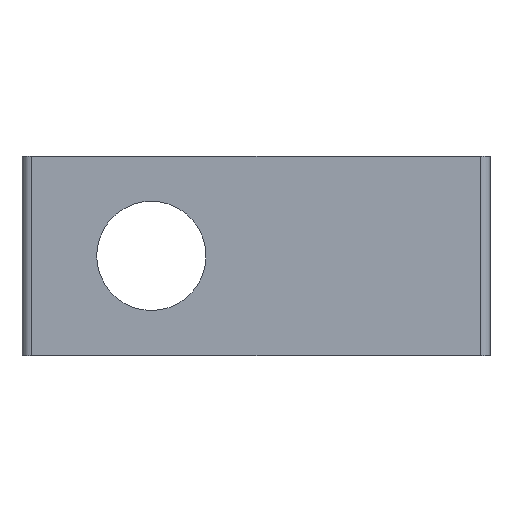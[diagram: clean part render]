
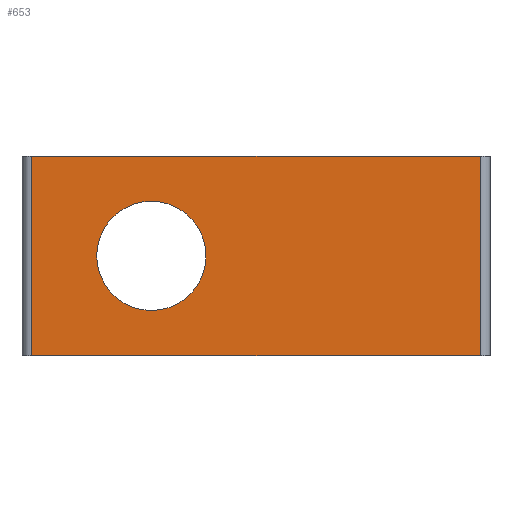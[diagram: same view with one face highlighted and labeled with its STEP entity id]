
A CAD part, front view. The second image highlights one B-rep face of the part: STEP entity #653.
In plain terms, the highlighted planar face has unit normal (0, -1, 0).
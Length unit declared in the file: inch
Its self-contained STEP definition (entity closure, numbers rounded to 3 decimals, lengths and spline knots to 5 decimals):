
#37=FACE_BOUND('',#179,.T.);
#103=CIRCLE('',#775,0.1715);
#137=FACE_OUTER_BOUND('',#178,.T.);
#178=EDGE_LOOP('',(#590,#591,#592,#593));
#179=EDGE_LOOP('',(#594));
#209=LINE('',#1229,#248);
#210=LINE('',#1233,#249);
#222=LINE('',#1329,#261);
#225=LINE('',#1344,#264);
#248=VECTOR('',#885,0.3937);
#249=VECTOR('',#890,0.3937);
#261=VECTOR('',#940,0.3937);
#264=VECTOR('',#965,0.3937);
#307=VERTEX_POINT('',#1226);
#308=VERTEX_POINT('',#1228);
#309=VERTEX_POINT('',#1232);
#325=VERTEX_POINT('',#1325);
#327=VERTEX_POINT('',#1339);
#383=EDGE_CURVE('',#307,#308,#209,.T.);
#385=EDGE_CURVE('',#308,#309,#210,.T.);
#414=EDGE_CURVE('',#309,#325,#222,.T.);
#419=EDGE_CURVE('',#327,#327,#103,.T.);
#420=EDGE_CURVE('',#307,#325,#225,.T.);
#590=ORIENTED_EDGE('',*,*,#383,.F.);
#591=ORIENTED_EDGE('',*,*,#420,.T.);
#592=ORIENTED_EDGE('',*,*,#414,.F.);
#593=ORIENTED_EDGE('',*,*,#385,.F.);
#594=ORIENTED_EDGE('',*,*,#419,.T.);
#618=PLANE('',#777);
#653=ADVANCED_FACE('',(#137,#37),#618,.T.);
#775=AXIS2_PLACEMENT_3D('',#1341,#959,#960);
#777=AXIS2_PLACEMENT_3D('',#1343,#963,#964);
#885=DIRECTION('',(0.,0.,-1.));
#890=DIRECTION('',(-1.,0.,0.));
#940=DIRECTION('',(0.,0.,1.));
#959=DIRECTION('center_axis',(0.,1.,0.));
#960=DIRECTION('ref_axis',(-1.,0.,0.));
#963=DIRECTION('center_axis',(0.,-1.,0.));
#964=DIRECTION('ref_axis',(0.,0.,-1.));
#965=DIRECTION('',(-1.,0.,0.));
#1226=CARTESIAN_POINT('',(0.43632,0.,0.625));
#1228=CARTESIAN_POINT('',(0.43632,0.,0.));
#1229=CARTESIAN_POINT('',(0.43632,0.,0.));
#1232=CARTESIAN_POINT('',(-0.97068,0.,0.));
#1233=CARTESIAN_POINT('',(0.46732,0.,0.));
#1325=CARTESIAN_POINT('',(-0.97068,0.,0.625));
#1329=CARTESIAN_POINT('',(-0.97068,0.,0.));
#1339=CARTESIAN_POINT('',(-0.42418,0.,0.313));
#1341=CARTESIAN_POINT('Origin',(-0.59568,0.,0.313));
#1343=CARTESIAN_POINT('Origin',(0.46732,0.,
0.));
#1344=CARTESIAN_POINT('',(0.46732,0.,0.625));
